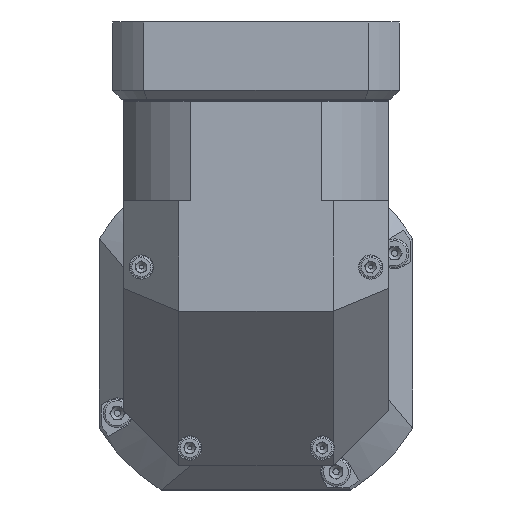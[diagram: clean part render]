
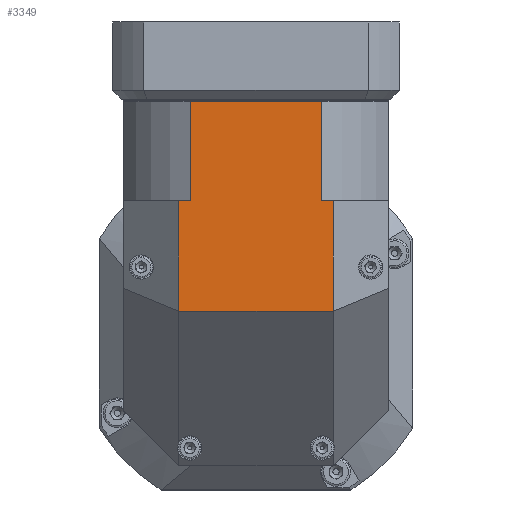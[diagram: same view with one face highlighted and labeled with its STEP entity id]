
A CAD part, front view. The second image highlights one B-rep face of the part: STEP entity #3349.
In plain terms, the highlighted planar face has unit normal (0, -1, 0).
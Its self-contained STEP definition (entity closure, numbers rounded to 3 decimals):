
#3278=CARTESIAN_POINT('',(-60.0,-60.0,105.5));
#3279=DIRECTION('',(0.0,-1.0,0.0));
#3280=DIRECTION('',(0.0,0.0,-1.0));
#3281=AXIS2_PLACEMENT_3D('',#3278,#3279,#3280);
#3282=PLANE('',#3281);
#3283=CARTESIAN_POINT('',(29.816,-60.0,60.));
#3284=VERTEX_POINT('',#3283);
#3285=CARTESIAN_POINT('',(29.816,-60.0,105.2));
#3286=VERTEX_POINT('',#3285);
#3287=CARTESIAN_POINT('',(29.816,-60.0,60.));
#3288=DIRECTION('',(0.0,0.0,1.0));
#3289=VECTOR('',#3288,45.2);
#3290=LINE('',#3287,#3289);
#3291=EDGE_CURVE('',#3284,#3286,#3290,.T.);
#3292=ORIENTED_EDGE('',*,*,#3291,.T.);
#3293=CARTESIAN_POINT('',(-29.816,-60.0,105.2));
#3294=VERTEX_POINT('',#3293);
#3295=CARTESIAN_POINT('',(29.816,-60.0,105.2));
#3296=DIRECTION('',(-1.0,0.0,0.0));
#3297=VECTOR('',#3296,59.632);
#3298=LINE('',#3295,#3297);
#3299=EDGE_CURVE('',#3286,#3294,#3298,.T.);
#3300=ORIENTED_EDGE('',*,*,#3299,.T.);
#3301=CARTESIAN_POINT('',(-29.816,-60.0,60.));
#3302=VERTEX_POINT('',#3301);
#3303=CARTESIAN_POINT('',(-29.816,-60.0,60.));
#3304=DIRECTION('',(0.0,0.0,1.0));
#3305=VECTOR('',#3304,45.2);
#3306=LINE('',#3303,#3305);
#3307=EDGE_CURVE('',#3302,#3294,#3306,.T.);
#3308=ORIENTED_EDGE('',*,*,#3307,.F.);
#3309=CARTESIAN_POINT('',(-35.,-60.0,60.));
#3310=VERTEX_POINT('',#3309);
#3311=CARTESIAN_POINT('',(-29.816,-60.0,60.));
#3312=DIRECTION('',(-1.0,0.0,0.0));
#3313=VECTOR('',#3312,5.184);
#3314=LINE('',#3311,#3313);
#3315=EDGE_CURVE('',#3302,#3310,#3314,.T.);
#3316=ORIENTED_EDGE('',*,*,#3315,.T.);
#3317=CARTESIAN_POINT('',(-35.0,-60.0,10.));
#3318=VERTEX_POINT('',#3317);
#3319=CARTESIAN_POINT('',(-35.0,-60.0,60.));
#3320=DIRECTION('',(0.0,0.0,-1.0));
#3321=VECTOR('',#3320,50.);
#3322=LINE('',#3319,#3321);
#3323=EDGE_CURVE('',#3310,#3318,#3322,.T.);
#3324=ORIENTED_EDGE('',*,*,#3323,.T.);
#3325=CARTESIAN_POINT('',(35.,-60.0,10.));
#3326=VERTEX_POINT('',#3325);
#3327=CARTESIAN_POINT('',(-35.0,-60.0,10.));
#3328=DIRECTION('',(1.0,0.0,0.0));
#3329=VECTOR('',#3328,70.);
#3330=LINE('',#3327,#3329);
#3331=EDGE_CURVE('',#3318,#3326,#3330,.T.);
#3332=ORIENTED_EDGE('',*,*,#3331,.T.);
#3333=CARTESIAN_POINT('',(35.,-60.0,60.));
#3334=VERTEX_POINT('',#3333);
#3335=CARTESIAN_POINT('',(35.,-60.0,10.));
#3336=DIRECTION('',(0.0,0.0,1.0));
#3337=VECTOR('',#3336,50.);
#3338=LINE('',#3335,#3337);
#3339=EDGE_CURVE('',#3326,#3334,#3338,.T.);
#3340=ORIENTED_EDGE('',*,*,#3339,.T.);
#3341=CARTESIAN_POINT('',(35.,-60.0,60.));
#3342=DIRECTION('',(-1.0,0.0,0.0));
#3343=VECTOR('',#3342,5.184);
#3344=LINE('',#3341,#3343);
#3345=EDGE_CURVE('',#3334,#3284,#3344,.T.);
#3346=ORIENTED_EDGE('',*,*,#3345,.T.);
#3347=EDGE_LOOP('',(#3292,#3300,#3308,#3316,#3324,#3332,#3340,#3346));
#3348=FACE_OUTER_BOUND('',#3347,.T.);
#3349=ADVANCED_FACE('',(#3348),#3282,.T.);
